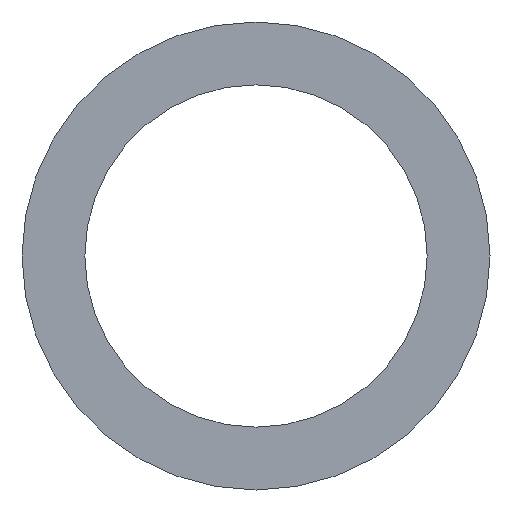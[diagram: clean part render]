
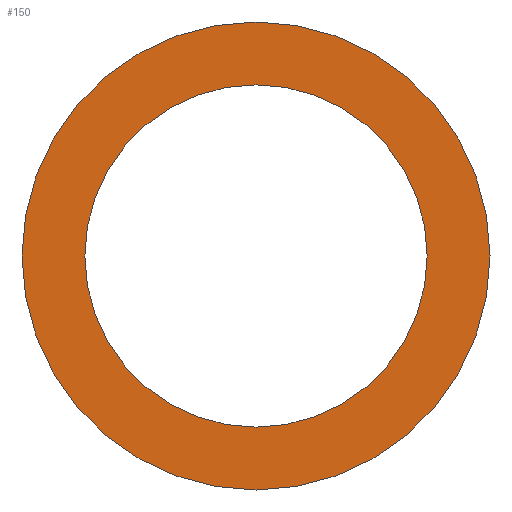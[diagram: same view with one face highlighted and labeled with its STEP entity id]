
A CAD part, left-side view. The second image highlights one B-rep face of the part: STEP entity #150.
In plain terms, the highlighted planar face has unit normal (-1, 0, 0).
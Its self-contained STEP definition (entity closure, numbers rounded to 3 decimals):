
#80 = EDGE_CURVE( '', #114, #154, #192, .T. );
#114 = VERTEX_POINT( '', #232 );
#120 = EDGE_CURVE( '', #154, #114, #238, .T. );
#142 = EDGE_CURVE( '', #160, #156, #264, .T. );
#150 = ADVANCED_FACE( '', ( #274, #275 ), #276, .T. );
#154 = VERTEX_POINT( '', #280 );
#156 = VERTEX_POINT( '', #282 );
#160 = VERTEX_POINT( '', #286 );
#162 = EDGE_CURVE( '', #156, #160, #288, .T. );
#192 = CIRCLE( '', #311, 241. );
#232 = CARTESIAN_POINT( '', ( -155., 241., 0. ) );
#238 = CIRCLE( '', #370, 241. );
#264 = CIRCLE( '', #403, 176.3 );
#274 = FACE_BOUND( '', #413, .T. );
#275 = FACE_OUTER_BOUND( '', #414, .T. );
#276 = PLANE( '', #415 );
#280 = CARTESIAN_POINT( '', ( -155., -241., 0. ) );
#282 = CARTESIAN_POINT( '', ( -155., 176.3, 0. ) );
#286 = CARTESIAN_POINT( '', ( -155., -176.3, 0. ) );
#288 = CIRCLE( '', #431, 176.3 );
#311 = AXIS2_PLACEMENT_3D( '', #444, #445, #446 );
#370 = AXIS2_PLACEMENT_3D( '', #495, #496, #497 );
#403 = AXIS2_PLACEMENT_3D( '', #538, #539, #540 );
#413 = EDGE_LOOP( '', ( #558, #559 ) );
#414 = EDGE_LOOP( '', ( #560, #561 ) );
#415 = AXIS2_PLACEMENT_3D( '', #562, #563, #564 );
#431 = AXIS2_PLACEMENT_3D( '', #569, #570, #571 );
#444 = CARTESIAN_POINT( '', ( -155., 0., 0. ) );
#445 = DIRECTION( '', ( -1., 0., 0. ) );
#446 = DIRECTION( '', ( 0., 1., 0. ) );
#495 = CARTESIAN_POINT( '', ( -155., 0., 0. ) );
#496 = DIRECTION( '', ( -1., 0., 0. ) );
#497 = DIRECTION( '', ( 0., 1., 0. ) );
#538 = CARTESIAN_POINT( '', ( -155., 0., 0. ) );
#539 = DIRECTION( '', ( -1., 0., 0. ) );
#540 = DIRECTION( '', ( 0., 1., 0. ) );
#558 = ORIENTED_EDGE( '', *, *, #162, .F. );
#559 = ORIENTED_EDGE( '', *, *, #142, .F. );
#560 = ORIENTED_EDGE( '', *, *, #80, .T. );
#561 = ORIENTED_EDGE( '', *, *, #120, .T. );
#562 = CARTESIAN_POINT( '', ( -155., 208.65, 0. ) );
#563 = DIRECTION( '', ( -1., 0., 0. ) );
#564 = DIRECTION( '', ( 0., 1., 0. ) );
#569 = CARTESIAN_POINT( '', ( -155., 0., 0. ) );
#570 = DIRECTION( '', ( -1., 0., 0. ) );
#571 = DIRECTION( '', ( 0., 1., 0. ) );
